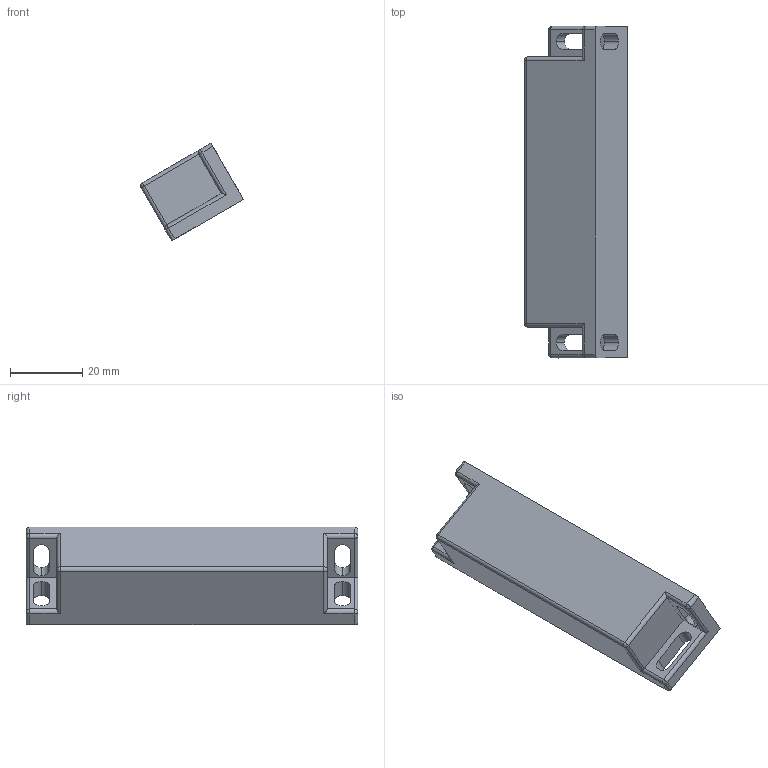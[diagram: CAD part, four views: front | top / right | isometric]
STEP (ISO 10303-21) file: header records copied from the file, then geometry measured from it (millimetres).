
FILE_DESCRIPTION (( 'STEP AP214' ), '1' );
FILE_NAME ('RSSR - Orange ABS Actuator.STEP', '2017-11-27T16:27:18', ( '' ), ( '' ), 'SwSTEP 2.0', 'SolidWorks 2013', '' );
FILE_SCHEMA (( 'AUTOMOTIVE_DESIGN' ));
Length unit declared in the file: millimetre
Products named in the file (2): Act dims; RSSR - Orange ABS Actuator
Assembly tree (1 placements, depth 2):
  RSSR - Orange ABS Actuator
    Act dims
Bounding box: 28.55 x 92 x 27.09 mm (x, y, z)
Volume: 32935.4 mm3; surface area: 8394.7 mm2
Topology: 1 solids, 1 shells, 67 faces, 177 edges, 106 vertices
Faces by surface type: cylinder 33, plane 28, bspline 6
Entity records: 2892 total; most frequent: CARTESIAN_POINT 456, DIRECTION 349, ORIENTED_EDGE 342, EDGE_CURVE 171, AXIS2_PLACEMENT_3D 119, VECTOR 111, LINE 111, VERTEX_POINT 106
